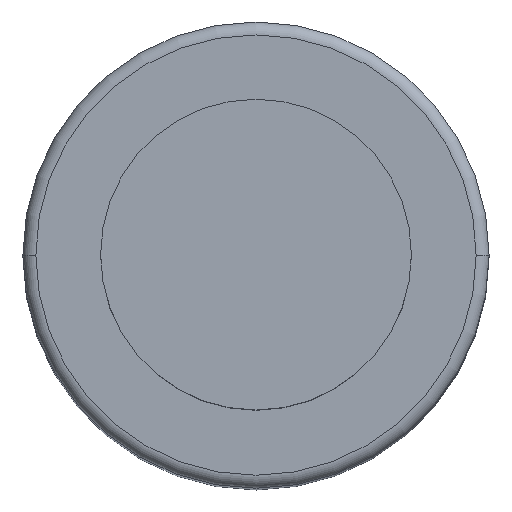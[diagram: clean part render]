
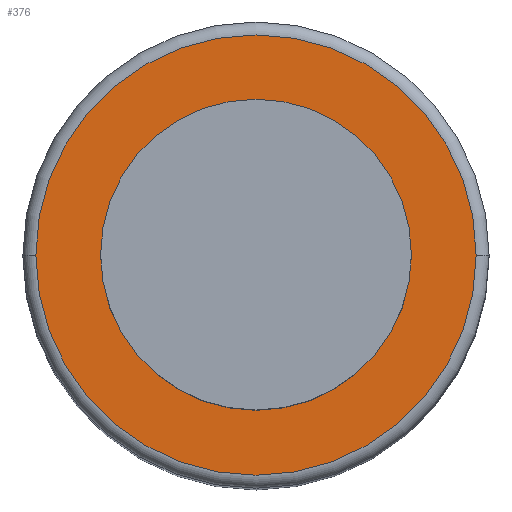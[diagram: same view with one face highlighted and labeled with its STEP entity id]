
A CAD part, top view. The second image highlights one B-rep face of the part: STEP entity #376.
In plain terms, the highlighted planar face has unit normal (0, 0, 1).
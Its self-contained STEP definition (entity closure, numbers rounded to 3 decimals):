
#114=CARTESIAN_POINT('',(0.,0.,40.));
#115=DIRECTION('',(0.,0.,1.));
#116=DIRECTION('',(-1.,0.,0.));
#117=AXIS2_PLACEMENT_3D('',#114,#115,#116);
#119=CARTESIAN_POINT('',(0.,0.,40.));
#120=DIRECTION('',(0.,0.,1.));
#121=DIRECTION('',(1.,0.,0.));
#122=AXIS2_PLACEMENT_3D('',#119,#120,#121);
#124=CARTESIAN_POINT('',(0.,0.,40.));
#125=DIRECTION('',(0.,0.,1.));
#126=DIRECTION('',(-1.,0.,0.));
#127=AXIS2_PLACEMENT_3D('',#124,#125,#126);
#129=CARTESIAN_POINT('',(0.,0.,40.));
#130=DIRECTION('',(0.,0.,1.));
#131=DIRECTION('',(1.,0.,0.));
#132=AXIS2_PLACEMENT_3D('',#129,#130,#131);
#231=CARTESIAN_POINT('',(-5.5,0.,40.));
#232=CARTESIAN_POINT('',(5.5,0.,40.));
#233=VERTEX_POINT('',#231);
#234=VERTEX_POINT('',#232);
#239=CARTESIAN_POINT('',(-8.5,0.,40.));
#240=CARTESIAN_POINT('',(8.5,0.,40.));
#241=VERTEX_POINT('',#239);
#242=VERTEX_POINT('',#240);
#360=CARTESIAN_POINT('',(0.,0.,40.));
#361=DIRECTION('',(0.,0.,1.));
#362=DIRECTION('',(1.,0.,0.));
#363=AXIS2_PLACEMENT_3D('',#360,#361,#362);
#364=PLANE('',#363);
#366=ORIENTED_EDGE('',*,*,#365,.F.);
#367=ORIENTED_EDGE('',*,*,#343,.F.);
#368=EDGE_LOOP('',(#366,#367));
#369=FACE_OUTER_BOUND('',#368,.F.);
#371=ORIENTED_EDGE('',*,*,#370,.T.);
#373=ORIENTED_EDGE('',*,*,#372,.T.);
#374=EDGE_LOOP('',(#371,#373));
#375=FACE_BOUND('',#374,.F.);
#376=ADVANCED_FACE('',(#369,#375),#364,.T.);
#118=CIRCLE('',#117,5.5);
#123=CIRCLE('',#122,5.5);
#128=CIRCLE('',#127,8.5);
#133=CIRCLE('',#132,8.5);
#343=EDGE_CURVE('',#242,#241,#133,.T.);
#365=EDGE_CURVE('',#241,#242,#128,.T.);
#370=EDGE_CURVE('',#233,#234,#118,.T.);
#372=EDGE_CURVE('',#234,#233,#123,.T.);
